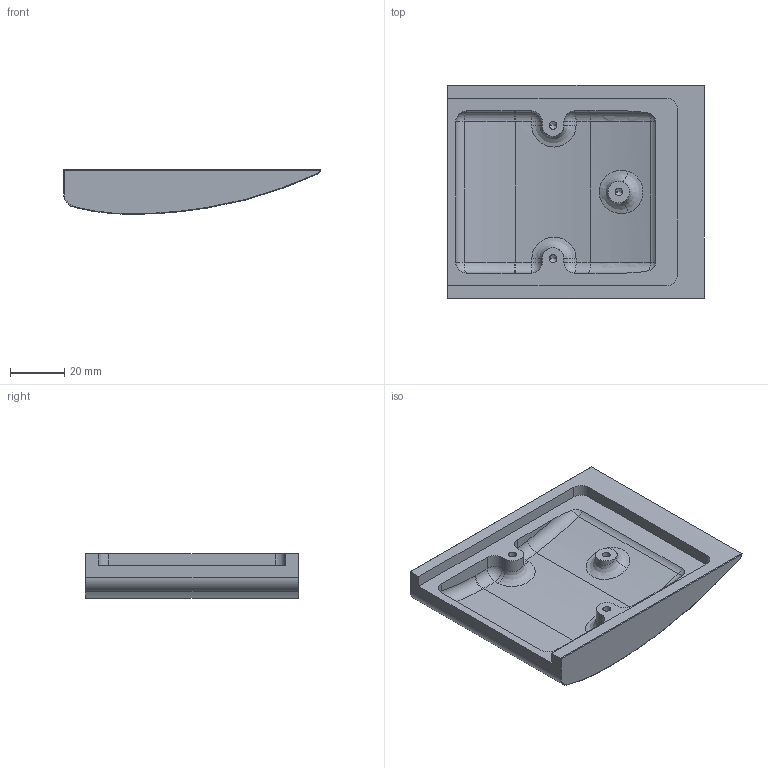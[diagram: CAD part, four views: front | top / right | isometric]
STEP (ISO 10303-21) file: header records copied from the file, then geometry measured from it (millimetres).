
FILE_DESCRIPTION (( 'STEP AP214' ), '1' );
FILE_NAME ('Cache plein 2.STEP', '2024-01-09T16:49:49', ( '' ), ( '' ), 'SwSTEP 2.0', 'SolidWorks 2019', '' );
FILE_SCHEMA (( 'AUTOMOTIVE_DESIGN' ));
Length unit declared in the file: millimetre
Products named in the file (1): Cache plein 2
Bounding box: 95 x 79 x 16.6 mm (x, y, z)
Volume: 39637.5 mm3; surface area: 20870.7 mm2
Topology: 1 solids, 1 shells, 94 faces, 224 edges, 125 vertices
Faces by surface type: cylinder 36, torus 22, plane 18, sphere 8, cone 6, bspline 4
Entity records: 3522 total; most frequent: CARTESIAN_POINT 1276, DIRECTION 499, ORIENTED_EDGE 424, EDGE_CURVE 212, AXIS2_PLACEMENT_3D 209, VERTEX_POINT 125, CIRCLE 118, EDGE_LOOP 99
